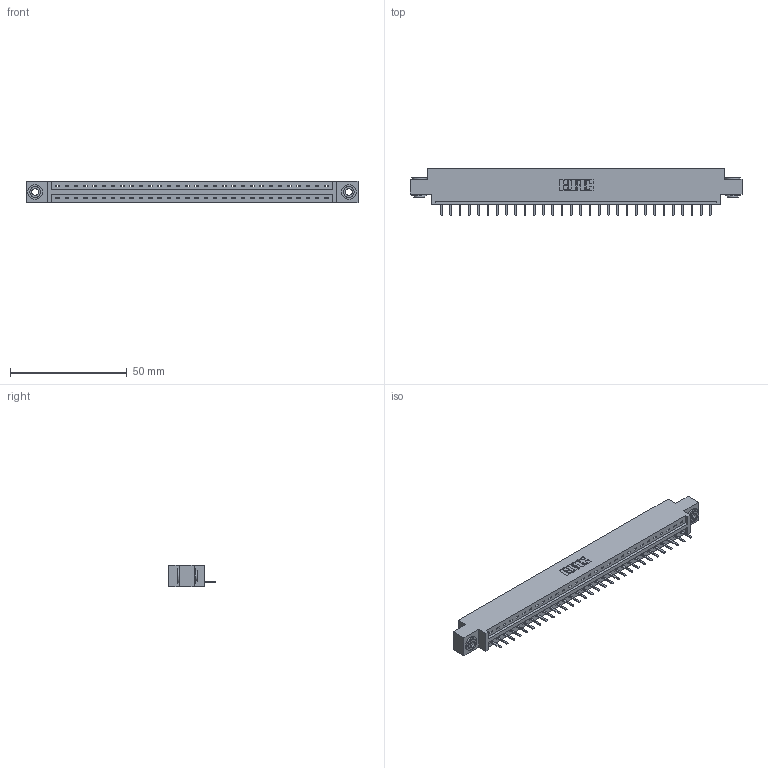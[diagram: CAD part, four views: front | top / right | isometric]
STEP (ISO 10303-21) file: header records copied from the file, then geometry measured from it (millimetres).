
FILE_DESCRIPTION (( 'STEP AP203' ), '1' );
FILE_NAME ('387-030-520-603.STEP', '2019-10-03T17:44:54', ( '' ), ( '' ), 'SwSTEP 2.0', 'SolidWorks 2016', '' );
FILE_SCHEMA (( 'CONFIG_CONTROL_DESIGN' ));
Length unit declared in the file: inch
Products named in the file (4): 345-250-002_345-250-002-102; 387-030-520-603; 345-292-001_345-293-120; 337 Part_0.170 Offset - 0.156 Dia-TH
Assembly tree (33 placements, depth 2):
  387-030-520-603
    337 Part_0.170 Offset - 0.156 Dia-TH
    345-292-001_345-293-120  x30
    345-250-002_345-250-002-102  x2
Bounding box: 141.88 x 20.02 x 9.4 mm (x, y, z)
Volume: 14411.9 mm3; surface area: 14844.5 mm2
Topology: 33 solids, 33 shells, 2136 faces, 6279 edges, 4102 vertices
Faces by surface type: plane 1524, cylinder 604, cone 8
Entity records: 24748 total; most frequent: CARTESIAN_POINT 4299, ORIENTED_EDGE 4246, DIRECTION 3665, EDGE_CURVE 2123, VECTOR 1967, LINE 1967, VERTEX_POINT 1410, AXIS2_PLACEMENT_3D 849
